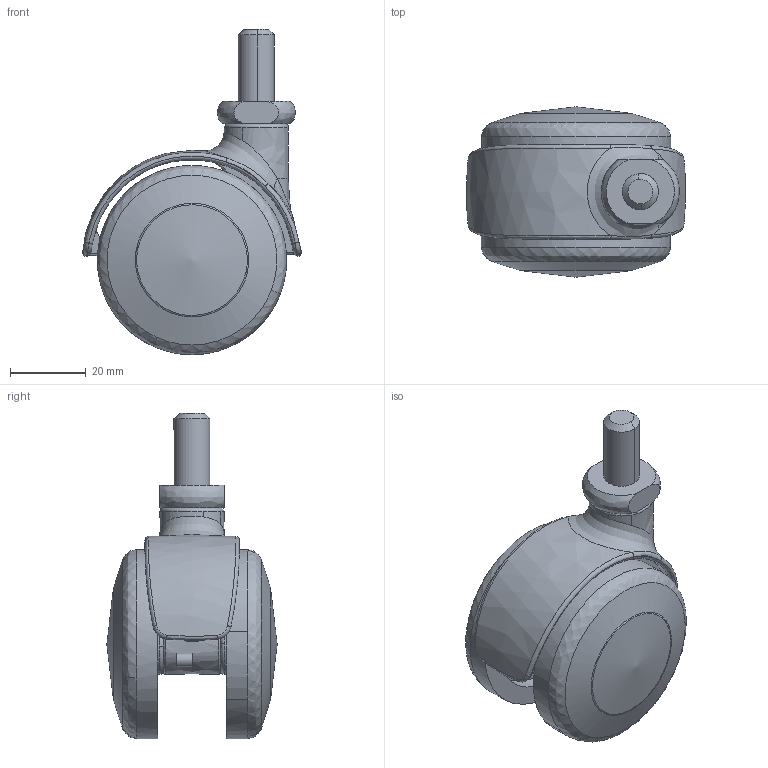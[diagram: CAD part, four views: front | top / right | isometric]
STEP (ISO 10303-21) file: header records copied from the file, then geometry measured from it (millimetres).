
FILE_DESCRIPTION((''),'2;1');
FILE_NAME('','2005-12-16T11:29:14',(''),(''),'','CADfix','');
FILE_SCHEMA(('AUTOMOTIVE_DESIGN'));
Length unit declared in the file: millimetre
Products named in the file (4): wheel; main shaft; body; MY6N3_15016_36
Assembly tree (4 placements, depth 2):
  MY6N3_15016_36
    wheel  x2
    main shaft
    body
Bounding box: 57.85 x 45 x 86 mm (x, y, z)
Volume: 55081.3 mm3; surface area: 26647.6 mm2
Topology: 5 solids, 5 shells, 169 faces, 482 edges, 335 vertices
Faces by surface type: bspline 169
Entity records: 10058 total; most frequent: CARTESIAN_POINT 7699, ORIENTED_EDGE 832, EDGE_CURVE 416, VERTEX_POINT 283, EDGE_LOOP 165, FACE_OUTER_BOUND 150, ADVANCED_FACE 150, QUASI_UNIFORM_CURVE 106
